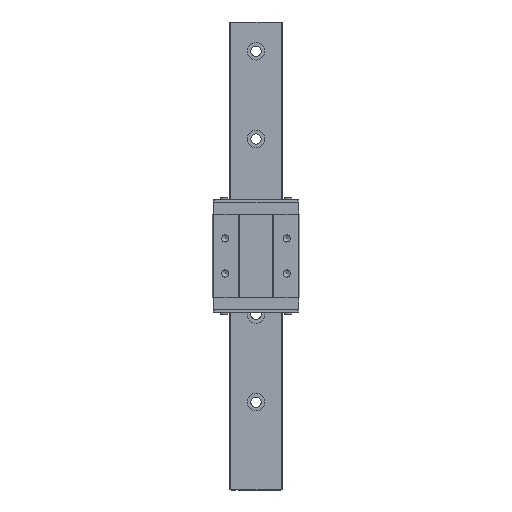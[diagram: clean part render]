
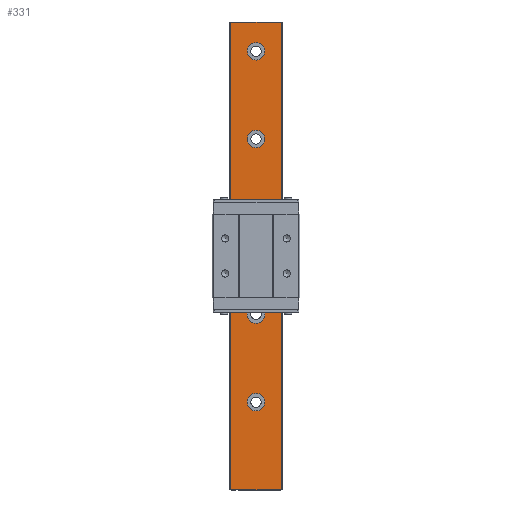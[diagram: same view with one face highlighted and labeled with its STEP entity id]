
A CAD part, top view. The second image highlights one B-rep face of the part: STEP entity #331.
In plain terms, the highlighted planar face has unit normal (0, 0, 1).
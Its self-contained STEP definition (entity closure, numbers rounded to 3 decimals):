
#331 = ADVANCED_FACE( '', ( #787, #788, #789, #790, #791, #792 ), #793, .T. );
#787 = FACE_BOUND( '', #1397, .T. );
#788 = FACE_BOUND( '', #1398, .T. );
#789 = FACE_BOUND( '', #1399, .T. );
#790 = FACE_BOUND( '', #1400, .T. );
#791 = FACE_BOUND( '', #1401, .T. );
#792 = FACE_OUTER_BOUND( '', #1402, .T. );
#793 = PLANE( '', #1403 );
#1397 = EDGE_LOOP( '', ( #2282 ) );
#1398 = EDGE_LOOP( '', ( #2283 ) );
#1399 = EDGE_LOOP( '', ( #2284 ) );
#1400 = EDGE_LOOP( '', ( #2285 ) );
#1401 = EDGE_LOOP( '', ( #2286 ) );
#1402 = EDGE_LOOP( '', ( #2287, #2288, #2289, #2290 ) );
#1403 = AXIS2_PLACEMENT_3D( '', #2291, #2292, #2293 );
#2282 = ORIENTED_EDGE( '', *, *, #3757, .T. );
#2283 = ORIENTED_EDGE( '', *, *, #3758, .T. );
#2284 = ORIENTED_EDGE( '', *, *, #3759, .T. );
#2285 = ORIENTED_EDGE( '', *, *, #3760, .T. );
#2286 = ORIENTED_EDGE( '', *, *, #3761, .T. );
#2287 = ORIENTED_EDGE( '', *, *, #3530, .F. );
#2288 = ORIENTED_EDGE( '', *, *, #3762, .F. );
#2289 = ORIENTED_EDGE( '', *, *, #3718, .T. );
#2290 = ORIENTED_EDGE( '', *, *, #3675, .T. );
#2291 = CARTESIAN_POINT( '', ( -8.574, -80., 7. ) );
#2292 = DIRECTION( '', ( 0., 0., 1. ) );
#2293 = DIRECTION( '', ( 1., 0., 0. ) );
#3530 = EDGE_CURVE( '', #4202, #4204, #4205, .T. );
#3675 = EDGE_CURVE( '', #4458, #4204, #4459, .T. );
#3718 = EDGE_CURVE( '', #4530, #4458, #4531, .T. );
#3757 = EDGE_CURVE( '', #4589, #4589, #4590, .T. );
#3758 = EDGE_CURVE( '', #4591, #4591, #4592, .T. );
#3759 = EDGE_CURVE( '', #4593, #4593, #4594, .T. );
#3760 = EDGE_CURVE( '', #4595, #4595, #4596, .T. );
#3761 = EDGE_CURVE( '', #4597, #4597, #4598, .T. );
#3762 = EDGE_CURVE( '', #4530, #4202, #4599, .T. );
#4202 = VERTEX_POINT( '', #5181 );
#4204 = VERTEX_POINT( '', #5183 );
#4205 = LINE( '', #5184, #5185 );
#4458 = VERTEX_POINT( '', #5532 );
#4459 = LINE( '', #5533, #5534 );
#4530 = VERTEX_POINT( '', #5626 );
#4531 = LINE( '', #5627, #5628 );
#4589 = VERTEX_POINT( '', #5709 );
#4590 = CIRCLE( '', #5710, 3. );
#4591 = VERTEX_POINT( '', #5711 );
#4592 = CIRCLE( '', #5712, 3. );
#4593 = VERTEX_POINT( '', #5713 );
#4594 = CIRCLE( '', #5714, 3. );
#4595 = VERTEX_POINT( '', #5715 );
#4596 = CIRCLE( '', #5716, 3. );
#4597 = VERTEX_POINT( '', #5717 );
#4598 = CIRCLE( '', #5718, 3. );
#4599 = LINE( '', #5719, #5720 );
#5181 = CARTESIAN_POINT( '', ( -8.574, 80., 7. ) );
#5183 = CARTESIAN_POINT( '', ( 8.574, 80., 7. ) );
#5184 = CARTESIAN_POINT( '', ( -8.574, 80., 7. ) );
#5185 = VECTOR( '', #6457, 1000. );
#5532 = CARTESIAN_POINT( '', ( 8.574, -80., 7. ) );
#5533 = CARTESIAN_POINT( '', ( 8.574, -80., 7. ) );
#5534 = VECTOR( '', #6630, 1000. );
#5626 = CARTESIAN_POINT( '', ( -8.574, -80., 7. ) );
#5627 = CARTESIAN_POINT( '', ( -8.574, -80., 7. ) );
#5628 = VECTOR( '', #6700, 1000. );
#5709 = CARTESIAN_POINT( '', ( 0., -53., 7. ) );
#5710 = AXIS2_PLACEMENT_3D( '', #6742, #6743, #6744 );
#5711 = CARTESIAN_POINT( '', ( 0., -23., 7. ) );
#5712 = AXIS2_PLACEMENT_3D( '', #6745, #6746, #6747 );
#5713 = CARTESIAN_POINT( '', ( 0., 7., 7. ) );
#5714 = AXIS2_PLACEMENT_3D( '', #6748, #6749, #6750 );
#5715 = CARTESIAN_POINT( '', ( 0., 37., 7. ) );
#5716 = AXIS2_PLACEMENT_3D( '', #6751, #6752, #6753 );
#5717 = CARTESIAN_POINT( '', ( 0., 67., 7. ) );
#5718 = AXIS2_PLACEMENT_3D( '', #6754, #6755, #6756 );
#5719 = CARTESIAN_POINT( '', ( -8.574, -80., 7. ) );
#5720 = VECTOR( '', #6757, 1000. );
#6457 = DIRECTION( '', ( 1., 0., 0. ) );
#6630 = DIRECTION( '', ( 0., 1., 0. ) );
#6700 = DIRECTION( '', ( 1., 0., 0. ) );
#6742 = CARTESIAN_POINT( '', ( 0., -50., 7. ) );
#6743 = DIRECTION( '', ( 0., 0., -1. ) );
#6744 = DIRECTION( '', ( 0., -1., 0. ) );
#6745 = CARTESIAN_POINT( '', ( 0., -20., 7. ) );
#6746 = DIRECTION( '', ( 0., 0., -1. ) );
#6747 = DIRECTION( '', ( 0., -1., 0. ) );
#6748 = CARTESIAN_POINT( '', ( 0., 10., 7. ) );
#6749 = DIRECTION( '', ( 0., 0., -1. ) );
#6750 = DIRECTION( '', ( 0., -1., 0. ) );
#6751 = CARTESIAN_POINT( '', ( 0., 40., 7. ) );
#6752 = DIRECTION( '', ( 0., 0., -1. ) );
#6753 = DIRECTION( '', ( 0., -1., 0. ) );
#6754 = CARTESIAN_POINT( '', ( 0., 70., 7. ) );
#6755 = DIRECTION( '', ( 0., 0., -1. ) );
#6756 = DIRECTION( '', ( 0., -1., 0. ) );
#6757 = DIRECTION( '', ( 0., 1., 0. ) );
